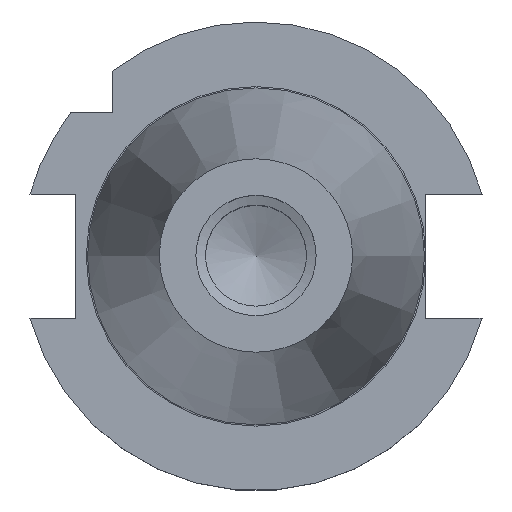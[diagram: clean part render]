
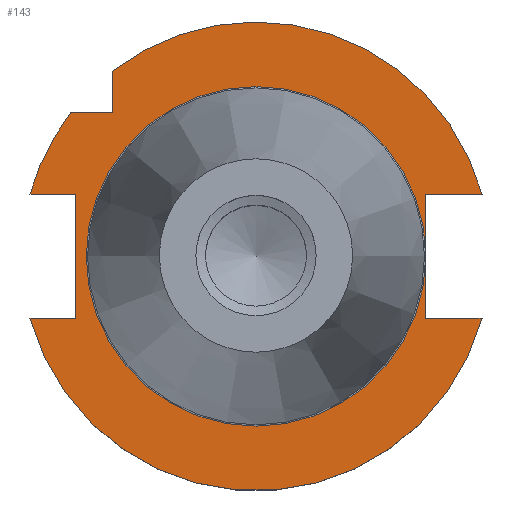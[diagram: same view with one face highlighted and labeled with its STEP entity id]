
A CAD part, top view. The second image highlights one B-rep face of the part: STEP entity #143.
In plain terms, the highlighted planar face has unit normal (0, 0, 1).
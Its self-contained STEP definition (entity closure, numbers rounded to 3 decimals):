
#101=CIRCLE('',#796,48.725);
#103=CIRCLE('',#799,48.725);
#105=CIRCLE('',#802,48.725);
#108=CIRCLE('',#807,35.3);
#143=ADVANCED_FACE('',(#206),#184,.F.);
#184=PLANE('',#808);
#206=FACE_OUTER_BOUND('',#237,.T.);
#237=EDGE_LOOP('',(#310,#311,#312,#313,#314,#315,#316,#317,#318,#319,#320,
#321,#322));
#310=ORIENTED_EDGE('',*,*,#587,.T.);
#311=ORIENTED_EDGE('',*,*,#588,.T.);
#312=ORIENTED_EDGE('',*,*,#578,.T.);
#313=ORIENTED_EDGE('',*,*,#589,.T.);
#314=ORIENTED_EDGE('',*,*,#590,.F.);
#315=ORIENTED_EDGE('',*,*,#582,.F.);
#316=ORIENTED_EDGE('',*,*,#591,.F.);
#317=ORIENTED_EDGE('',*,*,#567,.F.);
#318=ORIENTED_EDGE('',*,*,#592,.T.);
#319=ORIENTED_EDGE('',*,*,#574,.F.);
#320=ORIENTED_EDGE('',*,*,#593,.F.);
#321=ORIENTED_EDGE('',*,*,#594,.T.);
#322=ORIENTED_EDGE('',*,*,#595,.T.);
#494=VERTEX_POINT('',#1108);
#495=VERTEX_POINT('',#1109);
#499=VERTEX_POINT('',#1118);
#501=VERTEX_POINT('',#1122);
#502=VERTEX_POINT('',#1126);
#505=VERTEX_POINT('',#1131);
#507=VERTEX_POINT('',#1136);
#509=VERTEX_POINT('',#1140);
#514=VERTEX_POINT('',#1153);
#515=VERTEX_POINT('',#1154);
#516=VERTEX_POINT('',#1157);
#517=VERTEX_POINT('',#1162);
#567=EDGE_CURVE('',#494,#495,#669,.T.);
#574=EDGE_CURVE('',#501,#499,#101,.T.);
#578=EDGE_CURVE('',#502,#505,#103,.T.);
#582=EDGE_CURVE('',#509,#507,#105,.T.);
#587=EDGE_CURVE('',#514,#515,#681,.T.);
#588=EDGE_CURVE('',#515,#502,#682,.T.);
#589=EDGE_CURVE('',#505,#516,#683,.T.);
#590=EDGE_CURVE('',#507,#516,#684,.T.);
#591=EDGE_CURVE('',#495,#509,#685,.T.);
#592=EDGE_CURVE('',#494,#499,#686,.T.);
#593=EDGE_CURVE('',#517,#501,#687,.T.);
#594=EDGE_CURVE('',#517,#514,#688,.T.);
#595=EDGE_CURVE('',#514,#514,#108,.T.);
#669=LINE('',#1107,#721);
#681=LINE('',#1152,#733);
#682=LINE('',#1155,#734);
#683=LINE('',#1156,#735);
#684=LINE('',#1158,#736);
#685=LINE('',#1159,#737);
#686=LINE('',#1160,#738);
#687=LINE('',#1161,#739);
#688=LINE('',#1163,#740);
#721=VECTOR('',#885,1.);
#733=VECTOR('',#923,1.);
#734=VECTOR('',#924,1.);
#735=VECTOR('',#925,1.);
#736=VECTOR('',#926,1.);
#737=VECTOR('',#927,1.);
#738=VECTOR('',#928,1.);
#739=VECTOR('',#929,1.);
#740=VECTOR('',#930,1.);
#796=AXIS2_PLACEMENT_3D('',#1123,#895,#896);
#799=AXIS2_PLACEMENT_3D('',#1132,#903,#904);
#802=AXIS2_PLACEMENT_3D('',#1141,#911,#912);
#807=AXIS2_PLACEMENT_3D('',#1164,#931,#932);
#808=AXIS2_PLACEMENT_3D('',#1165,#933,#934);
#885=DIRECTION('',(0.,1.,0.));
#895=DIRECTION('',(0.,0.,-1.));
#896=DIRECTION('',(-1.,0.,0.));
#903=DIRECTION('',(0.,0.,1.));
#904=DIRECTION('',(-1.,0.,0.));
#911=DIRECTION('',(0.,0.,-1.));
#912=DIRECTION('',(-1.,0.,0.));
#923=DIRECTION('',(0.,1.,0.));
#924=DIRECTION('',(1.,0.,0.));
#925=DIRECTION('',(0.,-1.,0.));
#926=DIRECTION('',(1.,0.,0.));
#927=DIRECTION('',(-1.,0.,0.));
#928=DIRECTION('',(-1.,0.,0.));
#929=DIRECTION('',(1.,0.,0.));
#930=DIRECTION('',(0.,1.,0.));
#931=DIRECTION('',(0.,0.,-1.));
#932=DIRECTION('',(-1.,0.,0.));
#933=DIRECTION('',(0.,0.,-1.));
#934=DIRECTION('',(-1.,0.,0.));
#1107=CARTESIAN_POINT('',(-37.5,34.7,-3.2));
#1108=CARTESIAN_POINT('',(-37.5,-12.903,-3.2));
#1109=CARTESIAN_POINT('',(-37.5,12.903,-3.2));
#1118=CARTESIAN_POINT('',(-46.986,-12.903,-3.2));
#1122=CARTESIAN_POINT('',(46.986,-12.903,-3.2));
#1123=CARTESIAN_POINT('',(0.,0.,-3.2));
#1126=CARTESIAN_POINT('',(46.986,12.903,-3.2));
#1131=CARTESIAN_POINT('',(-29.85,38.511,-3.2));
#1132=CARTESIAN_POINT('',(0.,0.,-3.2));
#1136=CARTESIAN_POINT('',(-38.511,29.85,-3.2));
#1140=CARTESIAN_POINT('',(-46.986,12.903,-3.2));
#1141=CARTESIAN_POINT('',(0.,0.,-3.2));
#1152=CARTESIAN_POINT('',(35.3,34.7,-3.2));
#1153=CARTESIAN_POINT('',(35.3,0.,-3.2));
#1154=CARTESIAN_POINT('',(35.3,12.903,-3.2));
#1155=CARTESIAN_POINT('',(58.725,12.903,-3.2));
#1156=CARTESIAN_POINT('',(-29.85,34.7,-3.2));
#1157=CARTESIAN_POINT('',(-29.85,29.85,-3.2));
#1158=CARTESIAN_POINT('',(0.,29.85,-3.2));
#1159=CARTESIAN_POINT('',(0.,12.903,-3.2));
#1160=CARTESIAN_POINT('',(-58.725,-12.903,-3.2));
#1161=CARTESIAN_POINT('',(0.,-12.903,-3.2));
#1162=CARTESIAN_POINT('',(35.3,-12.903,-3.2));
#1163=CARTESIAN_POINT('',(35.3,34.7,-3.2));
#1164=CARTESIAN_POINT('',(0.,0.,-3.2));
#1165=CARTESIAN_POINT('',(0.,34.7,-3.2));
